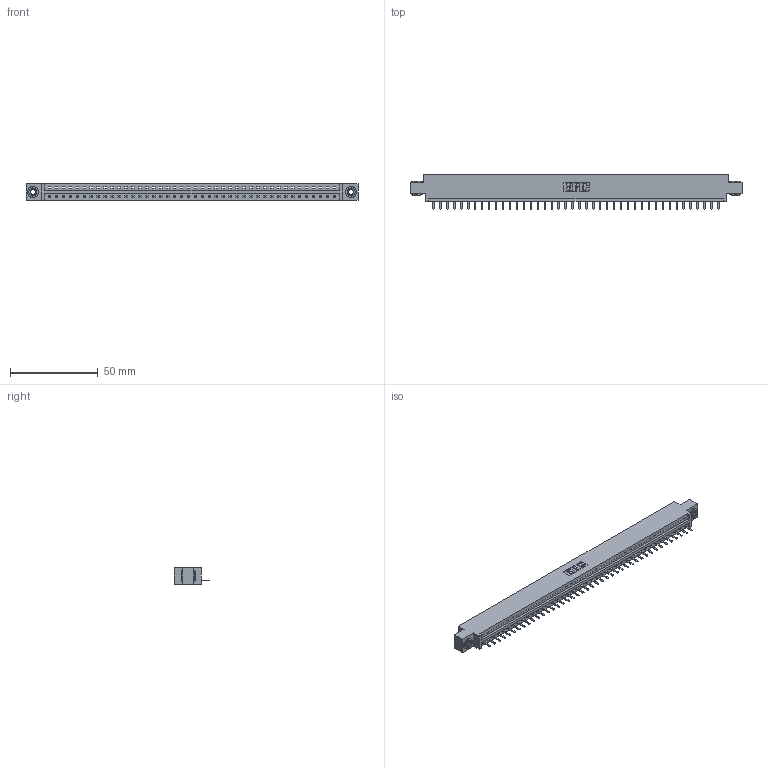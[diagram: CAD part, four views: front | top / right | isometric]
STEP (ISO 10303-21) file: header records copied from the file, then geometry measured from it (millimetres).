
FILE_DESCRIPTION (( 'STEP AP203' ), '1' );
FILE_NAME ('387-042-520-603.STEP', '2019-10-04T20:28:10', ( '' ), ( '' ), 'SwSTEP 2.0', 'SolidWorks 2016', '' );
FILE_SCHEMA (( 'CONFIG_CONTROL_DESIGN' ));
Length unit declared in the file: inch
Products named in the file (4): 337 Part_0.170 Offset - 0.156 Dia-TH; 345-250-002_345-250-002-102; 387-042-520-603; 345-292-001_345-293-120
Assembly tree (45 placements, depth 2):
  387-042-520-603
    337 Part_0.170 Offset - 0.156 Dia-TH
    345-292-001_345-293-120  x42
    345-250-002_345-250-002-102  x2
Bounding box: 189.43 x 20.02 x 9.4 mm (x, y, z)
Volume: 19469.5 mm3; surface area: 20013.1 mm2
Topology: 45 solids, 45 shells, 2928 faces, 8631 edges, 5638 vertices
Faces by surface type: plane 2100, cylinder 820, cone 8
Entity records: 32116 total; most frequent: CARTESIAN_POINT 5583, ORIENTED_EDGE 5542, DIRECTION 4721, EDGE_CURVE 2771, VECTOR 2615, LINE 2615, VERTEX_POINT 1842, AXIS2_PLACEMENT_3D 1053
